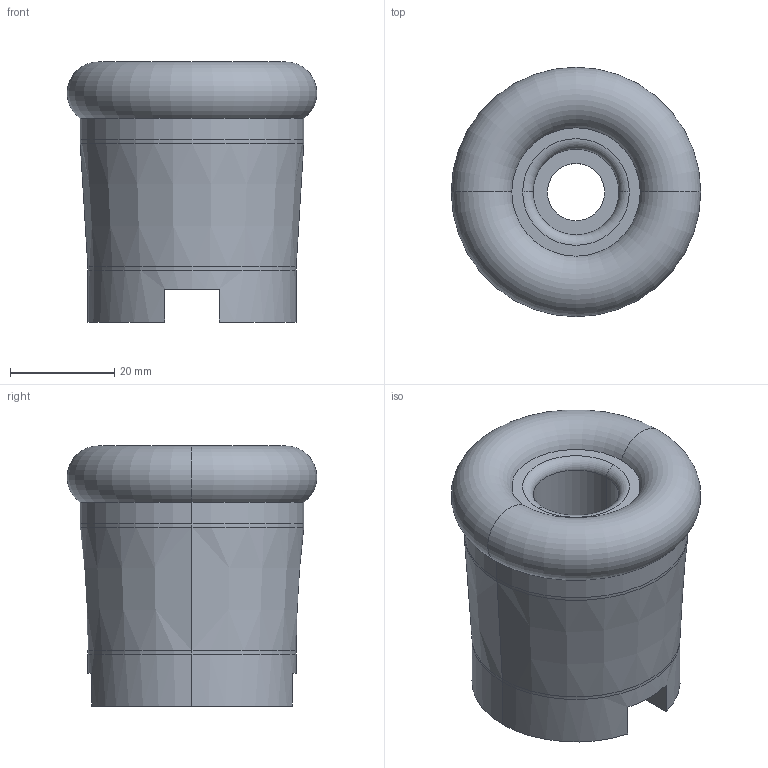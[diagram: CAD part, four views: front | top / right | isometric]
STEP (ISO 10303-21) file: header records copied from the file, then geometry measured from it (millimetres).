
FILE_DESCRIPTION (( 'STEP AP203' ), '1' );
FILE_NAME ('S808W 048 50 04 12-.STEP', '2019-04-04T08:22:51', ( '' ), ( '' ), 'SwSTEP 2.0', 'SolidWorks 2018', '' );
FILE_SCHEMA (( 'CONFIG_CONTROL_DESIGN' ));
Length unit declared in the file: millimetre
Products named in the file (1): S808W 048 50 04 12-
Bounding box: 47.97 x 47.97 x 50 mm (x, y, z)
Volume: 54652.4 mm3; surface area: 11925.1 mm2
Topology: 1 solids, 1 shells, 33 faces, 75 edges, 46 vertices
Faces by surface type: cylinder 13, plane 10, torus 8, cone 2
Entity records: 1020 total; most frequent: DIRECTION 189, CARTESIAN_POINT 155, ORIENTED_EDGE 150, AXIS2_PLACEMENT_3D 80, EDGE_CURVE 75, VERTEX_POINT 46, CIRCLE 46, EDGE_LOOP 37
